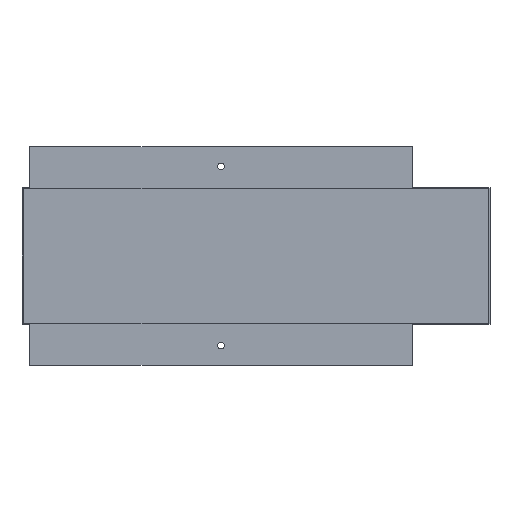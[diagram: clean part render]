
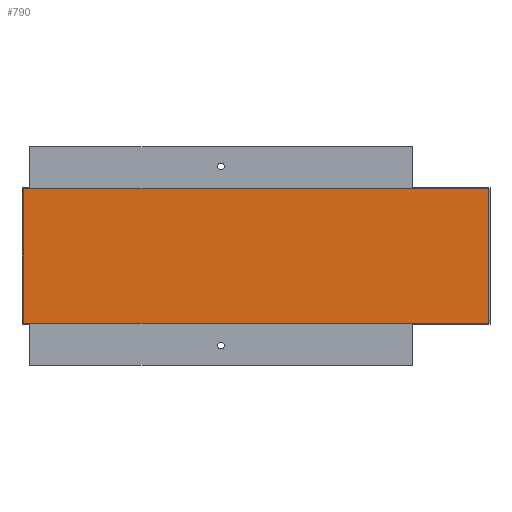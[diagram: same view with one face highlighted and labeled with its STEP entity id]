
A CAD part, front view. The second image highlights one B-rep face of the part: STEP entity #790.
In plain terms, the highlighted planar face has unit normal (0, -1, 0).
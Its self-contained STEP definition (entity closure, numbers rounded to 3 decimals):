
#16 = EDGE_LOOP ( 'NONE', ( #894, #893, #74, #72 ) ) ;
#72 = ORIENTED_EDGE ( 'NONE', *, *, #1363, .F. ) ;
#74 = ORIENTED_EDGE ( 'NONE', *, *, #1397, .F. ) ;
#125 = LINE ( 'NONE', #515, #127 ) ;
#126 = LINE ( 'NONE', #532, #139 ) ;
#127 = VECTOR ( 'NONE', #517, 1000. ) ;
#139 = VECTOR ( 'NONE', #535, 1000. ) ;
#197 = LINE ( 'NONE', #606, #200 ) ;
#200 = VECTOR ( 'NONE', #607, 1000. ) ;
#322 = EDGE_CURVE ( 'NONE', #2014, #2058, #1286, .T. ) ;
#411 = CARTESIAN_POINT ( 'NONE',  ( 0., 100.2, 103.6 ) ) ;
#417 = PLANE ( 'NONE',  #820 ) ;
#420 = DIRECTION ( 'NONE',  ( 0., 1., 0. ) ) ;
#421 = DIRECTION ( 'NONE',  ( 0., 0., 1. ) ) ;
#515 = CARTESIAN_POINT ( 'NONE',  ( 0.8, 100.2, 103.6 ) ) ;
#517 = DIRECTION ( 'NONE',  ( 0., 0., -1. ) ) ;
#532 = CARTESIAN_POINT ( 'NONE',  ( 354.2, 100.2, 103.6 ) ) ;
#535 = DIRECTION ( 'NONE',  ( 0., 0., -1. ) ) ;
#606 = CARTESIAN_POINT ( 'NONE',  ( 0., 100.2, 0.8 ) ) ;
#607 = DIRECTION ( 'NONE',  ( -1., 0., 0. ) ) ;
#759 = DIRECTION ( 'NONE',  ( 1., 0., 0. ) ) ;
#761 = CARTESIAN_POINT ( 'NONE',  ( 0., 100.2, 102.8 ) ) ;
#790 = ADVANCED_FACE ( 'NONE', ( #1850 ), #417, .F. ) ;
#820 = AXIS2_PLACEMENT_3D ( 'NONE', #411, #420, #421 ) ;
#890 = EDGE_CURVE ( 'NONE', #2014, #2040, #125, .T. ) ;
#893 = ORIENTED_EDGE ( 'NONE', *, *, #890, .T. ) ;
#894 = ORIENTED_EDGE ( 'NONE', *, *, #322, .F. ) ;
#1286 = LINE ( 'NONE', #761, #1289 ) ;
#1289 = VECTOR ( 'NONE', #759, 1000. ) ;
#1363 = EDGE_CURVE ( 'NONE', #2058, #2047, #126, .T. ) ;
#1397 = EDGE_CURVE ( 'NONE', #2047, #2040, #197, .T. ) ;
#1615 = CARTESIAN_POINT ( 'NONE',  ( 0.8, 100.2, 102.8 ) ) ;
#1641 = CARTESIAN_POINT ( 'NONE',  ( 0.8, 100.2, 0.8 ) ) ;
#1648 = CARTESIAN_POINT ( 'NONE',  ( 354.2, 100.2, 0.8 ) ) ;
#1659 = CARTESIAN_POINT ( 'NONE',  ( 354.2, 100.2, 102.8 ) ) ;
#1850 = FACE_OUTER_BOUND ( 'NONE', #16, .T. ) ;
#2014 = VERTEX_POINT ( 'NONE', #1615 ) ;
#2040 = VERTEX_POINT ( 'NONE', #1641 ) ;
#2047 = VERTEX_POINT ( 'NONE', #1648 ) ;
#2058 = VERTEX_POINT ( 'NONE', #1659 ) ;
